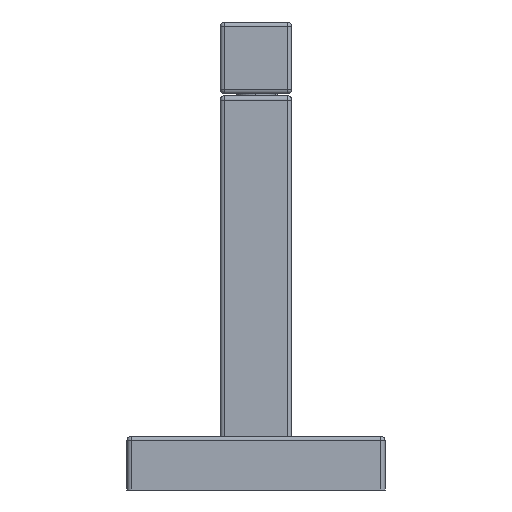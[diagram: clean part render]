
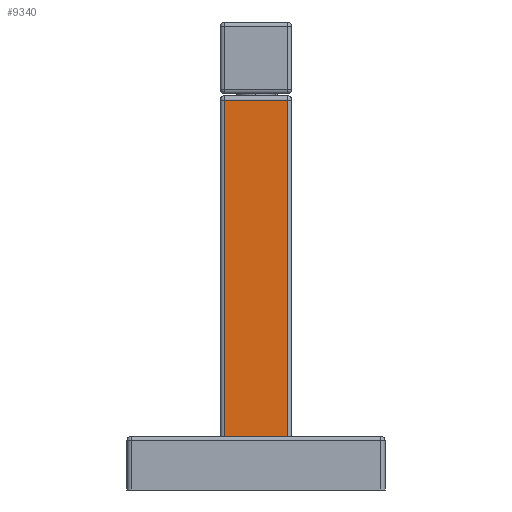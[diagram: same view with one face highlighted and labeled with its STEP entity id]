
A CAD part, left-side view. The second image highlights one B-rep face of the part: STEP entity #9340.
In plain terms, the highlighted planar face has unit normal (-1, 0, 0).
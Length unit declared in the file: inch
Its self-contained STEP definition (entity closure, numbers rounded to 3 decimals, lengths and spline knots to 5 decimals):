
#7907=DIRECTION('',(0.,-1.,0.));
#7908=VECTOR('',#7907,0.44);
#7909=CARTESIAN_POINT('',(-0.25,0.22,0.1));
#7910=LINE('',#7909,#7908);
#7911=DIRECTION('',(0.,0.,-1.));
#7912=VECTOR('',#7911,2.345);
#7913=CARTESIAN_POINT('',(-0.25,0.22,2.445));
#7914=LINE('',#7913,#7912);
#7915=DIRECTION('',(0.,-1.,0.));
#7916=VECTOR('',#7915,0.44);
#7917=CARTESIAN_POINT('',(-0.25,0.22,2.445));
#7918=LINE('',#7917,#7916);
#7919=DIRECTION('',(0.,0.,-1.));
#7920=VECTOR('',#7919,2.345);
#7921=CARTESIAN_POINT('',(-0.25,-0.22,2.445));
#7922=LINE('',#7921,#7920);
#9006=CARTESIAN_POINT('',(-0.25,0.22,2.445));
#9007=CARTESIAN_POINT('',(-0.25,-0.22,2.445));
#9008=VERTEX_POINT('',#9006);
#9009=VERTEX_POINT('',#9007);
#9118=CARTESIAN_POINT('',(-0.25,0.22,0.1));
#9119=CARTESIAN_POINT('',(-0.25,-0.22,0.1));
#9120=VERTEX_POINT('',#9118);
#9121=VERTEX_POINT('',#9119);
#9326=CARTESIAN_POINT('',(-0.25,0.25,0.));
#9327=DIRECTION('',(-1.,0.,0.));
#9328=DIRECTION('',(0.,-1.,0.));
#9329=AXIS2_PLACEMENT_3D('',#9326,#9327,#9328);
#9330=PLANE('',#9329);
#9331=ORIENTED_EDGE('',*,*,#9281,.F.);
#9333=ORIENTED_EDGE('',*,*,#9332,.F.);
#9335=ORIENTED_EDGE('',*,*,#9334,.T.);
#9337=ORIENTED_EDGE('',*,*,#9336,.T.);
#9338=EDGE_LOOP('',(#9331,#9333,#9335,#9337));
#9339=FACE_OUTER_BOUND('',#9338,.F.);
#9340=ADVANCED_FACE('',(#9339),#9330,.T.);
#9281=EDGE_CURVE('',#9120,#9121,#7910,.T.);
#9332=EDGE_CURVE('',#9008,#9120,#7914,.T.);
#9334=EDGE_CURVE('',#9008,#9009,#7918,.T.);
#9336=EDGE_CURVE('',#9009,#9121,#7922,.T.);
